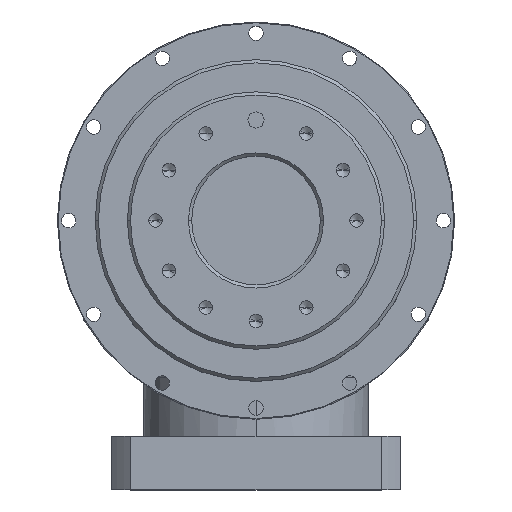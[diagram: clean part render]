
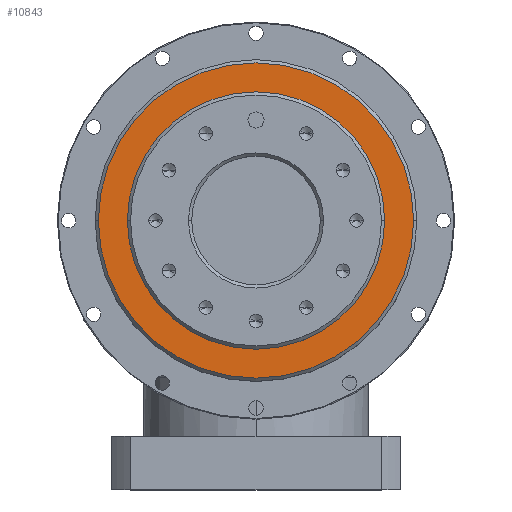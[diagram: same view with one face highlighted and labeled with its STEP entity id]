
A CAD part, top view. The second image highlights one B-rep face of the part: STEP entity #10843.
In plain terms, the highlighted planar face has unit normal (0, 0, 1).
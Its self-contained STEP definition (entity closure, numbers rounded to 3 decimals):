
#125 = ORIENTED_EDGE ( 'NONE', *, *, #2753, .T. ) ;
#924 = PLANE ( 'NONE',  #9324 ) ;
#980 = VERTEX_POINT ( 'NONE', #6106 ) ;
#981 = DIRECTION ( 'NONE',  ( 1., 0., 0. ) ) ;
#1520 = CARTESIAN_POINT ( 'NONE',  ( 0., 0., 100. ) ) ;
#2012 = AXIS2_PLACEMENT_3D ( 'NONE', #9372, #2900, #10482 ) ;
#2256 = EDGE_CURVE ( 'NONE', #5192, #980, #8442, .T. ) ;
#2589 = DIRECTION ( 'NONE',  ( 1., 0., 0. ) ) ;
#2753 = EDGE_CURVE ( 'NONE', #2915, #7385, #6771, .T. ) ;
#2790 = DIRECTION ( 'NONE',  ( 0., 0., 1. ) ) ;
#2857 = EDGE_LOOP ( 'NONE', ( #8803, #9002 ) ) ;
#2900 = DIRECTION ( 'NONE',  ( 0., 0., 1. ) ) ;
#2915 = VERTEX_POINT ( 'NONE', #12637 ) ;
#3944 = CIRCLE ( 'NONE', #7613, 98. ) ;
#4901 = DIRECTION ( 'NONE',  ( 0., 0., 1. ) ) ;
#5192 = VERTEX_POINT ( 'NONE', #7161 ) ;
#5218 = ORIENTED_EDGE ( 'NONE', *, *, #11117, .T. ) ;
#6106 = CARTESIAN_POINT ( 'NONE',  ( 80., 0., 100. ) ) ;
#6371 = AXIS2_PLACEMENT_3D ( 'NONE', #1520, #9078, #2589 ) ;
#6771 = CIRCLE ( 'NONE', #8267, 98. ) ;
#7161 = CARTESIAN_POINT ( 'NONE',  ( -80., 0., 100. ) ) ;
#7385 = VERTEX_POINT ( 'NONE', #12324 ) ;
#7445 = DIRECTION ( 'NONE',  ( 0., 0., 1. ) ) ;
#7613 = AXIS2_PLACEMENT_3D ( 'NONE', #9279, #2790, #10373 ) ;
#8267 = AXIS2_PLACEMENT_3D ( 'NONE', #11365, #4901, #12458 ) ;
#8442 = CIRCLE ( 'NONE', #2012, 80. ) ;
#8803 = ORIENTED_EDGE ( 'NONE', *, *, #13490, .F. ) ;
#9002 = ORIENTED_EDGE ( 'NONE', *, *, #2256, .F. ) ;
#9078 = DIRECTION ( 'NONE',  ( 0., 0., 1. ) ) ;
#9279 = CARTESIAN_POINT ( 'NONE',  ( 0., 0., 100. ) ) ;
#9324 = AXIS2_PLACEMENT_3D ( 'NONE', #13930, #7445, #981 ) ;
#9372 = CARTESIAN_POINT ( 'NONE',  ( 0., 0., 100. ) ) ;
#9537 = FACE_BOUND ( 'NONE', #2857, .T. ) ;
#10373 = DIRECTION ( 'NONE',  ( 1., 0., 0. ) ) ;
#10407 = CIRCLE ( 'NONE', #6371, 80. ) ;
#10482 = DIRECTION ( 'NONE',  ( 1., 0., 0. ) ) ;
#10843 = ADVANCED_FACE ( 'NONE', ( #12416, #9537 ), #924, .T. ) ;
#11089 = EDGE_LOOP ( 'NONE', ( #5218, #125 ) ) ;
#11117 = EDGE_CURVE ( 'NONE', #7385, #2915, #3944, .T. ) ;
#11365 = CARTESIAN_POINT ( 'NONE',  ( 0., 0., 100. ) ) ;
#12324 = CARTESIAN_POINT ( 'NONE',  ( -98., 0., 100. ) ) ;
#12416 = FACE_OUTER_BOUND ( 'NONE', #11089, .T. ) ;
#12458 = DIRECTION ( 'NONE',  ( 1., 0., 0. ) ) ;
#12637 = CARTESIAN_POINT ( 'NONE',  ( 98., 0., 100. ) ) ;
#13490 = EDGE_CURVE ( 'NONE', #980, #5192, #10407, .T. ) ;
#13930 = CARTESIAN_POINT ( 'NONE',  ( 0., 0., 100. ) ) ;
